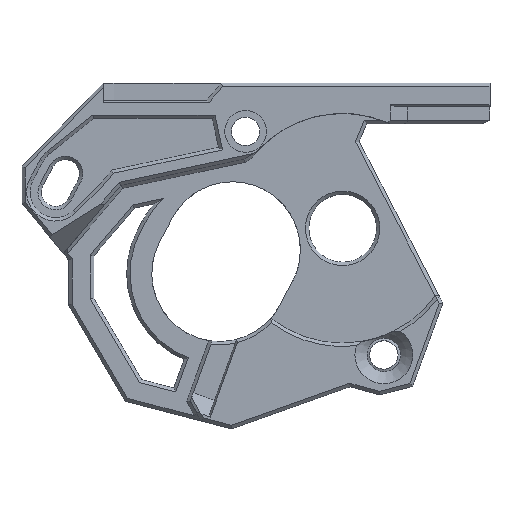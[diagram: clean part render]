
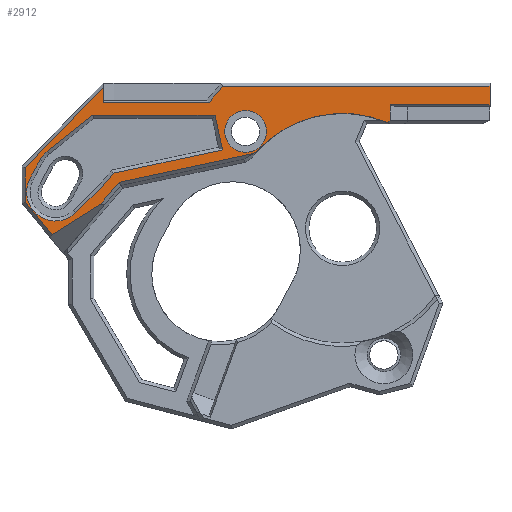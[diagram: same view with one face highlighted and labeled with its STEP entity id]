
A CAD part, top view. The second image highlights one B-rep face of the part: STEP entity #2912.
In plain terms, the highlighted planar face has unit normal (0, 0, 1).
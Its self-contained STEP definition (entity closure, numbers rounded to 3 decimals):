
#85=LINE('',#4253,#430);
#93=LINE('',#4279,#438);
#94=LINE('',#4288,#439);
#95=LINE('',#4290,#440);
#96=LINE('',#4292,#441);
#97=LINE('',#4294,#442);
#98=LINE('',#4296,#443);
#99=LINE('',#4299,#444);
#100=LINE('',#4301,#445);
#101=LINE('',#4303,#446);
#102=LINE('',#4305,#447);
#103=LINE('',#4307,#448);
#104=LINE('',#4309,#449);
#105=LINE('',#4311,#450);
#106=LINE('',#4313,#451);
#107=LINE('',#4315,#452);
#108=LINE('',#4317,#453);
#109=LINE('',#4319,#454);
#110=LINE('',#4321,#455);
#111=LINE('',#4323,#456);
#112=LINE('',#4325,#457);
#430=VECTOR('',#3392,1000.);
#438=VECTOR('',#3416,1000.);
#439=VECTOR('',#3423,1000.);
#440=VECTOR('',#3424,1000.);
#441=VECTOR('',#3425,1000.);
#442=VECTOR('',#3426,1000.);
#443=VECTOR('',#3427,1000.);
#444=VECTOR('',#3430,1000.);
#445=VECTOR('',#3431,1000.);
#446=VECTOR('',#3432,1000.);
#447=VECTOR('',#3433,1000.);
#448=VECTOR('',#3434,1000.);
#449=VECTOR('',#3435,1000.);
#450=VECTOR('',#3436,1000.);
#451=VECTOR('',#3437,1000.);
#452=VECTOR('',#3438,1000.);
#453=VECTOR('',#3439,1000.);
#454=VECTOR('',#3440,1000.);
#455=VECTOR('',#3441,1000.);
#456=VECTOR('',#3442,1000.);
#457=VECTOR('',#3443,1000.);
#753=PLANE('',#3107);
#932=ORIENTED_EDGE('',*,*,#1778,.F.);
#933=ORIENTED_EDGE('',*,*,#1779,.F.);
#934=ORIENTED_EDGE('',*,*,#1780,.F.);
#935=ORIENTED_EDGE('',*,*,#1781,.F.);
#936=ORIENTED_EDGE('',*,*,#1782,.F.);
#937=ORIENTED_EDGE('',*,*,#1783,.F.);
#938=ORIENTED_EDGE('',*,*,#1784,.F.);
#939=ORIENTED_EDGE('',*,*,#1785,.F.);
#940=ORIENTED_EDGE('',*,*,#1786,.F.);
#941=ORIENTED_EDGE('',*,*,#1787,.T.);
#942=ORIENTED_EDGE('',*,*,#1765,.F.);
#943=ORIENTED_EDGE('',*,*,#1788,.F.);
#944=ORIENTED_EDGE('',*,*,#1789,.T.);
#945=ORIENTED_EDGE('',*,*,#1790,.T.);
#946=ORIENTED_EDGE('',*,*,#1791,.F.);
#947=ORIENTED_EDGE('',*,*,#1792,.F.);
#948=ORIENTED_EDGE('',*,*,#1793,.F.);
#949=ORIENTED_EDGE('',*,*,#1794,.F.);
#950=ORIENTED_EDGE('',*,*,#1795,.F.);
#951=ORIENTED_EDGE('',*,*,#1796,.F.);
#952=ORIENTED_EDGE('',*,*,#1797,.F.);
#953=ORIENTED_EDGE('',*,*,#1798,.F.);
#954=ORIENTED_EDGE('',*,*,#1799,.F.);
#955=ORIENTED_EDGE('',*,*,#1800,.F.);
#956=ORIENTED_EDGE('',*,*,#1801,.F.);
#957=ORIENTED_EDGE('',*,*,#1773,.F.);
#1765=EDGE_CURVE('',#2188,#2189,#85,.T.);
#1773=EDGE_CURVE('',#2189,#2195,#2426,.T.);
#1778=EDGE_CURVE('',#2199,#2200,#93,.T.);
#1779=EDGE_CURVE('',#2201,#2199,#2428,.T.);
#1780=EDGE_CURVE('',#2202,#2201,#2429,.T.);
#1781=EDGE_CURVE('',#2203,#2202,#2430,.T.);
#1782=EDGE_CURVE('',#2204,#2203,#94,.T.);
#1783=EDGE_CURVE('',#2205,#2204,#95,.T.);
#1784=EDGE_CURVE('',#2206,#2205,#96,.T.);
#1785=EDGE_CURVE('',#2207,#2206,#97,.T.);
#1786=EDGE_CURVE('',#2200,#2207,#98,.T.);
#1787=EDGE_CURVE('',#2208,#2208,#2431,.T.);
#1788=EDGE_CURVE('',#2209,#2188,#99,.T.);
#1789=EDGE_CURVE('',#2209,#2210,#100,.T.);
#1790=EDGE_CURVE('',#2210,#2211,#101,.T.);
#1791=EDGE_CURVE('',#2212,#2211,#102,.T.);
#1792=EDGE_CURVE('',#2213,#2212,#103,.T.);
#1793=EDGE_CURVE('',#2214,#2213,#104,.T.);
#1794=EDGE_CURVE('',#2215,#2214,#105,.T.);
#1795=EDGE_CURVE('',#2216,#2215,#106,.T.);
#1796=EDGE_CURVE('',#2217,#2216,#107,.T.);
#1797=EDGE_CURVE('',#2218,#2217,#108,.T.);
#1798=EDGE_CURVE('',#2219,#2218,#109,.T.);
#1799=EDGE_CURVE('',#2220,#2219,#110,.T.);
#1800=EDGE_CURVE('',#2221,#2220,#111,.T.);
#1801=EDGE_CURVE('',#2195,#2221,#112,.T.);
#2188=VERTEX_POINT('',#4252);
#2189=VERTEX_POINT('',#4254);
#2195=VERTEX_POINT('',#4270);
#2199=VERTEX_POINT('',#4280);
#2200=VERTEX_POINT('',#4281);
#2201=VERTEX_POINT('',#4283);
#2202=VERTEX_POINT('',#4285);
#2203=VERTEX_POINT('',#4287);
#2204=VERTEX_POINT('',#4289);
#2205=VERTEX_POINT('',#4291);
#2206=VERTEX_POINT('',#4293);
#2207=VERTEX_POINT('',#4295);
#2208=VERTEX_POINT('',#4298);
#2209=VERTEX_POINT('',#4300);
#2210=VERTEX_POINT('',#4302);
#2211=VERTEX_POINT('',#4304);
#2212=VERTEX_POINT('',#4306);
#2213=VERTEX_POINT('',#4308);
#2214=VERTEX_POINT('',#4310);
#2215=VERTEX_POINT('',#4312);
#2216=VERTEX_POINT('',#4314);
#2217=VERTEX_POINT('',#4316);
#2218=VERTEX_POINT('',#4318);
#2219=VERTEX_POINT('',#4320);
#2220=VERTEX_POINT('',#4322);
#2221=VERTEX_POINT('',#4324);
#2426=CIRCLE('',#3103,13.75);
#2428=CIRCLE('',#3108,3.45);
#2429=CIRCLE('',#3109,47.29);
#2430=CIRCLE('',#3110,3.45);
#2431=CIRCLE('',#3111,2.5);
#2500=EDGE_LOOP('',(#932,#933,#934,#935,#936,#937,#938,#939,#940));
#2501=EDGE_LOOP('',(#941));
#2502=EDGE_LOOP('',(#942,#943,#944,#945,#946,#947,#948,#949,#950,#951,#952,
#953,#954,#955,#956,#957));
#2698=FACE_BOUND('',#2500,.T.);
#2699=FACE_BOUND('',#2501,.T.);
#2700=FACE_BOUND('',#2502,.T.);
#2912=ADVANCED_FACE('',(#2698,#2699,#2700),#753,.F.);
#3103=AXIS2_PLACEMENT_3D('',#4269,#3405,#3406);
#3107=AXIS2_PLACEMENT_3D('',#4278,#3414,#3415);
#3108=AXIS2_PLACEMENT_3D('',#4282,#3417,#3418);
#3109=AXIS2_PLACEMENT_3D('',#4284,#3419,#3420);
#3110=AXIS2_PLACEMENT_3D('',#4286,#3421,#3422);
#3111=AXIS2_PLACEMENT_3D('',#4297,#3428,#3429);
#3392=DIRECTION('',(-0.816,-0.577,0.));
#3405=DIRECTION('',(0.,0.,1.));
#3406=DIRECTION('',(-1.,0.,0.));
#3414=DIRECTION('',(0.,0.,-1.));
#3415=DIRECTION('',(0.,-1.,0.));
#3416=DIRECTION('',(0.714,0.7,0.));
#3417=DIRECTION('',(0.,0.,1.));
#3418=DIRECTION('',(-0.896,0.444,0.));
#3419=DIRECTION('',(0.,0.,1.));
#3420=DIRECTION('',(-0.869,0.494,0.));
#3421=DIRECTION('',(0.,0.,1.));
#3422=DIRECTION('',(-0.869,0.494,0.));
#3423=DIRECTION('',(-0.782,-0.623,0.));
#3424=DIRECTION('',(-1.,0.,0.));
#3425=DIRECTION('',(-0.209,0.978,0.));
#3426=DIRECTION('',(0.978,0.209,0.));
#3427=DIRECTION('',(0.646,0.763,0.));
#3428=DIRECTION('',(0.,0.,-1.));
#3429=DIRECTION('',(1.,0.,0.));
#3430=DIRECTION('',(0.,-1.,0.));
#3431=DIRECTION('',(1.,0.,0.));
#3432=DIRECTION('',(0.,1.,0.));
#3433=DIRECTION('',(1.,0.,0.));
#3434=DIRECTION('',(0.649,0.76,0.));
#3435=DIRECTION('',(1.,0.,0.));
#3436=DIRECTION('',(0.,-1.,0.));
#3437=DIRECTION('',(0.697,0.717,0.));
#3438=DIRECTION('',(0.,1.,0.));
#3439=DIRECTION('',(-0.636,0.772,0.));
#3440=DIRECTION('',(-0.846,-0.532,0.));
#3441=DIRECTION('',(-0.646,-0.763,0.));
#3442=DIRECTION('',(-0.978,-0.209,0.));
#3443=DIRECTION('',(-0.858,-0.514,0.));
#4252=CARTESIAN_POINT('',(5.709,12.891,6.95));
#4253=CARTESIAN_POINT('',(-2.835,6.849,6.95));
#4254=CARTESIAN_POINT('',(5.361,12.644,6.95));
#4269=CARTESIAN_POINT('',(-0.02,-0.009,6.95));
#4270=CARTESIAN_POINT('',(-10.182,9.253,6.95));
#4278=CARTESIAN_POINT('',(-8.842,-3.82,6.95));
#4279=CARTESIAN_POINT('',(-25.941,7.723,6.95));
#4280=CARTESIAN_POINT('',(-31.942,1.845,6.95));
#4281=CARTESIAN_POINT('',(-28.884,4.841,6.95));
#4282=CARTESIAN_POINT('',(-34.356,4.31,6.95));
#4283=CARTESIAN_POINT('',(-37.447,5.842,6.95));
#4284=CARTESIAN_POINT('',(4.923,-15.16,6.95));
#4285=CARTESIAN_POINT('',(-36.182,8.223,6.95));
#4286=CARTESIAN_POINT('',(-33.183,6.517,6.95));
#4287=CARTESIAN_POINT('',(-35.332,9.215,6.95));
#4288=CARTESIAN_POINT('',(-30.405,13.14,6.95));
#4289=CARTESIAN_POINT('',(-29.916,13.53,6.95));
#4290=CARTESIAN_POINT('',(-19.309,13.53,6.95));
#4291=CARTESIAN_POINT('',(-15.266,13.53,6.95));
#4292=CARTESIAN_POINT('',(-13.319,4.419,6.95));
#4293=CARTESIAN_POINT('',(-14.376,9.368,6.95));
#4294=CARTESIAN_POINT('',(-20.964,7.961,6.95));
#4295=CARTESIAN_POINT('',(-27.406,6.585,6.95));
#4296=CARTESIAN_POINT('',(-28.117,5.746,6.95));
#4297=CARTESIAN_POINT('',(-11.607,11.582,6.95));
#4298=CARTESIAN_POINT('',(-9.107,11.582,6.95));
#4299=CARTESIAN_POINT('',(5.709,4.335,6.95));
#4300=CARTESIAN_POINT('',(5.709,14.786,6.95));
#4301=CARTESIAN_POINT('',(-1.712,14.786,6.95));
#4302=CARTESIAN_POINT('',(17.63,14.786,6.95));
#4303=CARTESIAN_POINT('',(17.63,6.774,6.95));
#4304=CARTESIAN_POINT('',(17.63,16.969,6.95));
#4305=CARTESIAN_POINT('',(1.549,16.969,6.95));
#4306=CARTESIAN_POINT('',(-14.349,16.969,6.95));
#4307=CARTESIAN_POINT('',(-20.358,9.934,6.95));
#4308=CARTESIAN_POINT('',(-15.967,15.074,6.95));
#4309=CARTESIAN_POINT('',(-13.973,15.074,6.95));
#4310=CARTESIAN_POINT('',(-28.653,15.074,6.95));
#4311=CARTESIAN_POINT('',(-28.653,17.369,6.95));
#4312=CARTESIAN_POINT('',(-28.653,16.795,6.95));
#4313=CARTESIAN_POINT('',(-28.852,16.589,6.95));
#4314=CARTESIAN_POINT('',(-37.965,7.207,6.95));
#4315=CARTESIAN_POINT('',(-37.965,0.801,6.95));
#4316=CARTESIAN_POINT('',(-37.965,3.135,6.95));
#4317=CARTESIAN_POINT('',(-28.194,-8.718,6.95));
#4318=CARTESIAN_POINT('',(-34.756,-0.759,6.95));
#4319=CARTESIAN_POINT('',(-17.748,9.94,6.95));
#4320=CARTESIAN_POINT('',(-28.973,2.879,6.95));
#4321=CARTESIAN_POINT('',(-28.471,3.471,6.95));
#4322=CARTESIAN_POINT('',(-26.755,5.497,6.95));
#4323=CARTESIAN_POINT('',(-19.075,7.137,6.95));
#4324=CARTESIAN_POINT('',(-10.744,8.917,6.95));
#4325=CARTESIAN_POINT('',(-12.975,7.582,6.95));
